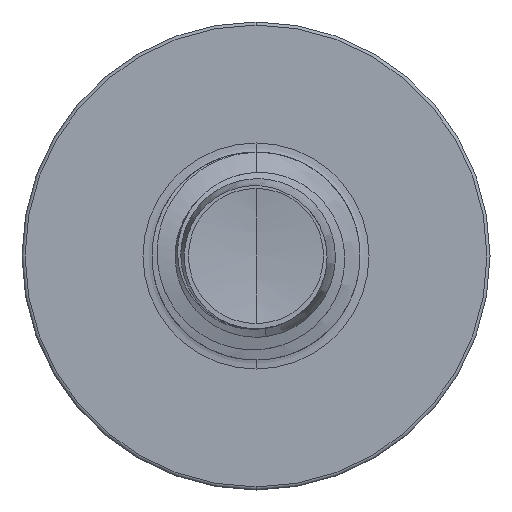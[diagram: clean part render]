
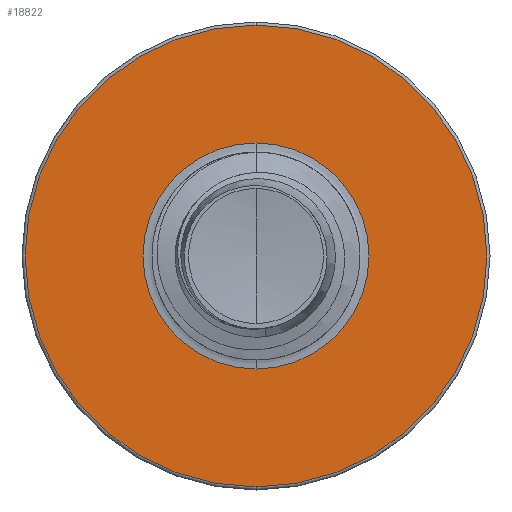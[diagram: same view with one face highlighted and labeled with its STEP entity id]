
A CAD part, front view. The second image highlights one B-rep face of the part: STEP entity #18822.
In plain terms, the highlighted planar face has unit normal (0, -1, 0).
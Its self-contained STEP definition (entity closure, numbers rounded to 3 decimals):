
#260 = DIRECTION ( 'NONE',  ( 0., 0., 1. ) ) ;
#1112 = EDGE_CURVE ( 'NONE', #25343, #1521, #16540, .T. ) ;
#1521 = VERTEX_POINT ( 'NONE', #16353 ) ;
#1632 = ORIENTED_EDGE ( 'NONE', *, *, #1112, .F. ) ;
#2335 = CARTESIAN_POINT ( 'NONE',  ( 0., 11., -2.174 ) ) ;
#2549 = DIRECTION ( 'NONE',  ( 0., 0., 1. ) ) ;
#2585 = DIRECTION ( 'NONE',  ( 0., 1., 0. ) ) ;
#2612 = CARTESIAN_POINT ( 'NONE',  ( 0., 11., 0. ) ) ;
#2725 = EDGE_CURVE ( 'NONE', #8118, #15582, #15034, .T. ) ;
#4797 = DIRECTION ( 'NONE',  ( 0., 0., 1. ) ) ;
#6151 = CARTESIAN_POINT ( 'NONE',  ( 0., 11., -4.44 ) ) ;
#6892 = EDGE_LOOP ( 'NONE', ( #23055, #1632 ) ) ;
#7832 = AXIS2_PLACEMENT_3D ( 'NONE', #2335, #17518, #4797 ) ;
#8118 = VERTEX_POINT ( 'NONE', #11549 ) ;
#9719 = CIRCLE ( 'NONE', #25307, 4.44 ) ;
#9927 = DIRECTION ( 'NONE',  ( 0., 0., 1. ) ) ;
#9934 = DIRECTION ( 'NONE',  ( 0., 1., 0. ) ) ;
#9957 = CARTESIAN_POINT ( 'NONE',  ( 0., 11., 0. ) ) ;
#11134 = EDGE_LOOP ( 'NONE', ( #13762, #18844 ) ) ;
#11549 = CARTESIAN_POINT ( 'NONE',  ( 0., 11., 2.174 ) ) ;
#12736 = CARTESIAN_POINT ( 'NONE',  ( 0., 11., -2.174 ) ) ;
#13762 = ORIENTED_EDGE ( 'NONE', *, *, #2725, .T. ) ;
#13955 = DIRECTION ( 'NONE',  ( 0., 1., 0. ) ) ;
#14976 = EDGE_CURVE ( 'NONE', #1521, #25343, #9719, .T. ) ;
#15034 = CIRCLE ( 'NONE', #24958, 2.174 ) ;
#15582 = VERTEX_POINT ( 'NONE', #12736 ) ;
#16353 = CARTESIAN_POINT ( 'NONE',  ( 0., 11., 4.44 ) ) ;
#16540 = CIRCLE ( 'NONE', #17705, 4.44 ) ;
#17228 = FACE_BOUND ( 'NONE', #11134, .T. ) ;
#17518 = DIRECTION ( 'NONE',  ( 0., 1., 0. ) ) ;
#17705 = AXIS2_PLACEMENT_3D ( 'NONE', #2612, #2585, #2549 ) ;
#18606 = AXIS2_PLACEMENT_3D ( 'NONE', #24723, #13955, #260 ) ;
#18822 = ADVANCED_FACE ( 'NONE', ( #21571, #17228 ), #21173, .F. ) ;
#18844 = ORIENTED_EDGE ( 'NONE', *, *, #22097, .T. ) ;
#21050 = DIRECTION ( 'NONE',  ( 0., 0., 1. ) ) ;
#21173 = PLANE ( 'NONE',  #7832 ) ;
#21336 = DIRECTION ( 'NONE',  ( 0., 1., 0. ) ) ;
#21571 = FACE_OUTER_BOUND ( 'NONE', #6892, .T. ) ;
#21722 = CARTESIAN_POINT ( 'NONE',  ( 0., 11., 0. ) ) ;
#22097 = EDGE_CURVE ( 'NONE', #15582, #8118, #24853, .T. ) ;
#23055 = ORIENTED_EDGE ( 'NONE', *, *, #14976, .F. ) ;
#24723 = CARTESIAN_POINT ( 'NONE',  ( 0., 11., 0. ) ) ;
#24853 = CIRCLE ( 'NONE', #18606, 2.174 ) ;
#24958 = AXIS2_PLACEMENT_3D ( 'NONE', #21722, #21336, #21050 ) ;
#25307 = AXIS2_PLACEMENT_3D ( 'NONE', #9957, #9934, #9927 ) ;
#25343 = VERTEX_POINT ( 'NONE', #6151 ) ;
